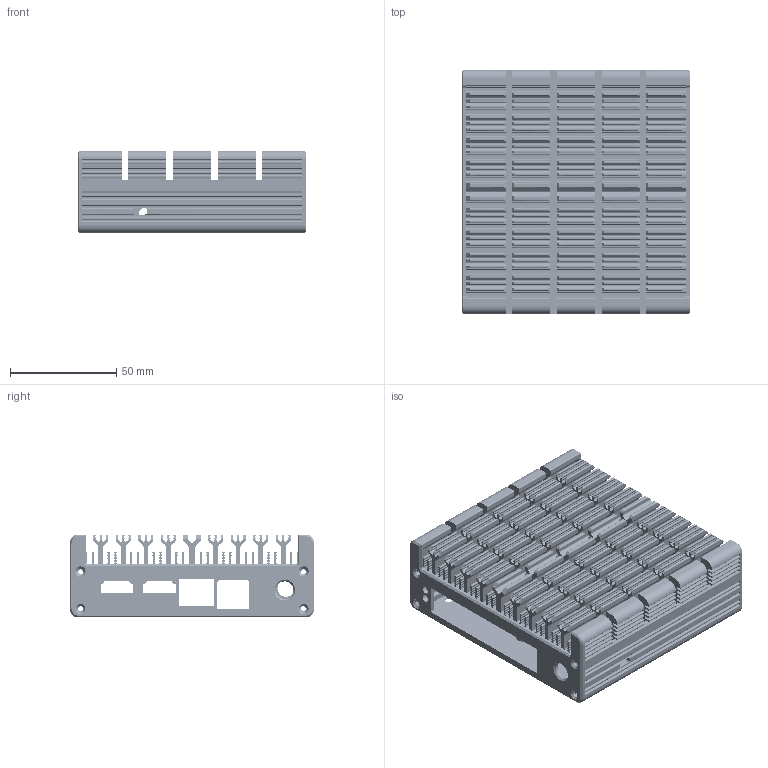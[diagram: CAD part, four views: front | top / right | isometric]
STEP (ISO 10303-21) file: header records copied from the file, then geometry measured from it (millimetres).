
FILE_DESCRIPTION(/* description */ (''),/* implementation_level */ '2;1');
FILE_NAME(/* name */ 'FW4B v1 v1.step',/* time_stamp */ '2021-10-14T17:17:43-07:00',/* author */ (''),/* organization */ (''),/* preprocessor_version */ 'ST-DEVELOPER v18.1',/* originating_system */ 'Autodesk Translation Framework v10.10.0.1391',/* authorisation */ '');
FILE_SCHEMA (('AUTOMOTIVE_DESIGN { 1 0 10303 214 3 1 1 }'));
Products named in the file (6): FW4B v1; NUC-C3-L4_ASM_66_ASM; 2018-3-17_35; 2018-3-17-02_19; 2018-3-17-03_7; 2018-3-17-04_16
Assembly tree (5 placements, depth 3):
  FW4B v1
    NUC-C3-L4_ASM_66_ASM
      2018-3-17_35
      2018-3-17-02_19
      2018-3-17-03_7
      2018-3-17-04_16
Bounding box: 107.5 x 115 x 39 mm (x, y, z)
Volume: 134069.8 mm3; surface area: 146510.9 mm2
Topology: 4 solids, 4 shells, 5795 faces, 16985 edges, 11308 vertices
Faces by surface type: cylinder 4127, plane 1635, cone 33
Full cylindrical faces by diameter (mm): 2.5 x4, 2.8 x8, 3.5 x4, 3.6 x2, 3.8 x3, 4.3 x8, 6 x4, 6.4 x1, 8.1 x1, 8.2 x1, 12 x1
Entity records: 197543 total; most frequent: DIRECTION 37163, CARTESIAN_POINT 34589, ORIENTED_EDGE 33970, EDGE_CURVE 16985, AXIS2_PLACEMENT_3D 14424, VERTEX_POINT 11308, LINE 8315, VECTOR 8315
